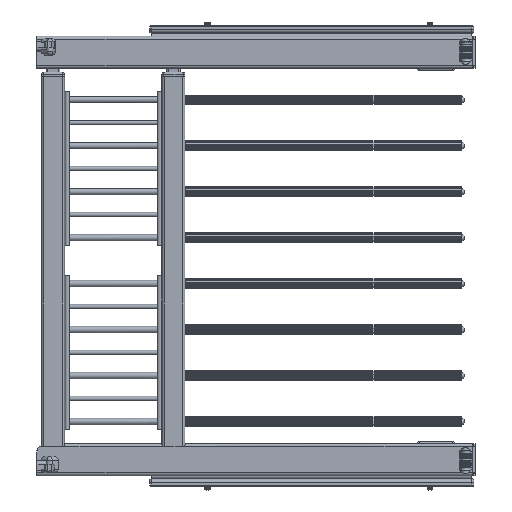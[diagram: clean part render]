
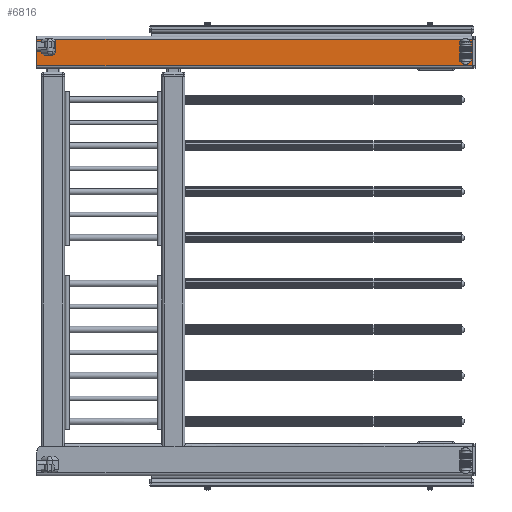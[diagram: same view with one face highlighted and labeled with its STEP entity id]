
A CAD part, top view. The second image highlights one B-rep face of the part: STEP entity #6816.
In plain terms, the highlighted planar face has unit normal (0, 0, 1).
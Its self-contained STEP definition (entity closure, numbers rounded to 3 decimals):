
#6506=CARTESIAN_POINT('',(1.3,-471.25,1.5));
#6507=VERTEX_POINT('',#6506);
#6508=CARTESIAN_POINT('',(0.55,-472.,1.5));
#6509=VERTEX_POINT('',#6508);
#6510=CARTESIAN_POINT('',(0.55,-471.25,1.5));
#6511=DIRECTION('',(0.0,0.0,-1.0));
#6512=DIRECTION('',(0.707,-0.707,0.0));
#6513=AXIS2_PLACEMENT_3D('',#6510,#6511,#6512);
#6514=CIRCLE('',#6513,0.75);
#6515=EDGE_CURVE('',#6507,#6509,#6514,.T.);
#6557=CARTESIAN_POINT('',(1.3,-456.,1.5));
#6558=VERTEX_POINT('',#6557);
#6565=CARTESIAN_POINT('',(1.3,-471.25,1.5));
#6566=DIRECTION('',(0.0,1.0,0.0));
#6567=VECTOR('',#6566,15.25);
#6568=LINE('',#6565,#6567);
#6569=EDGE_CURVE('',#6507,#6558,#6568,.T.);
#6682=CARTESIAN_POINT('',(13.05,-472.,1.5));
#6683=VERTEX_POINT('',#6682);
#6690=CARTESIAN_POINT('',(12.3,-471.25,1.5));
#6691=VERTEX_POINT('',#6690);
#6692=CARTESIAN_POINT('',(13.05,-471.25,1.5));
#6693=DIRECTION('',(0.0,0.0,-1.));
#6694=DIRECTION('',(-0.707,-0.707,0.0));
#6695=AXIS2_PLACEMENT_3D('',#6692,#6693,#6694);
#6696=CIRCLE('',#6695,0.75);
#6697=EDGE_CURVE('',#6683,#6691,#6696,.T.);
#6714=CARTESIAN_POINT('',(12.3,-456.,1.5));
#6715=VERTEX_POINT('',#6714);
#6716=CARTESIAN_POINT('',(12.3,-456.,1.5));
#6717=DIRECTION('',(0.0,-1.0,0.0));
#6718=VECTOR('',#6717,15.25);
#6719=LINE('',#6716,#6718);
#6720=EDGE_CURVE('',#6715,#6691,#6719,.T.);
#6732=CARTESIAN_POINT('',(14.05,-234.5,1.5));
#6733=DIRECTION('',(0.0,0.0,1.0));
#6734=DIRECTION('',(1.0,0.0,0.0));
#6735=AXIS2_PLACEMENT_3D('',#6732,#6733,#6734);
#6736=PLANE('',#6735);
#6737=ORIENTED_EDGE('',*,*,#6515,.F.);
#6738=ORIENTED_EDGE('',*,*,#6569,.T.);
#6739=CARTESIAN_POINT('',(4.3,-456.,1.5));
#6740=VERTEX_POINT('',#6739);
#6741=CARTESIAN_POINT('',(2.8,-456.,1.5));
#6742=DIRECTION('',(0.0,0.0,-1.0));
#6743=DIRECTION('',(1.0,0.0,0.0));
#6744=AXIS2_PLACEMENT_3D('',#6741,#6742,#6743);
#6745=CIRCLE('',#6744,1.5);
#6746=EDGE_CURVE('',#6558,#6740,#6745,.T.);
#6747=ORIENTED_EDGE('',*,*,#6746,.T.);
#6748=CARTESIAN_POINT('',(9.3,-456.,1.5));
#6749=VERTEX_POINT('',#6748);
#6750=CARTESIAN_POINT('',(4.3,-456.,1.5));
#6751=DIRECTION('',(1.0,0.0,0.0));
#6752=VECTOR('',#6751,5.);
#6753=LINE('',#6750,#6752);
#6754=EDGE_CURVE('',#6740,#6749,#6753,.T.);
#6755=ORIENTED_EDGE('',*,*,#6754,.T.);
#6756=CARTESIAN_POINT('',(10.8,-456.,1.5));
#6757=DIRECTION('',(0.0,0.0,-1.0));
#6758=DIRECTION('',(-1.0,0.0,0.0));
#6759=AXIS2_PLACEMENT_3D('',#6756,#6757,#6758);
#6760=CIRCLE('',#6759,1.5);
#6761=EDGE_CURVE('',#6749,#6715,#6760,.T.);
#6762=ORIENTED_EDGE('',*,*,#6761,.T.);
#6763=ORIENTED_EDGE('',*,*,#6720,.T.);
#6764=ORIENTED_EDGE('',*,*,#6697,.F.);
#6765=CARTESIAN_POINT('',(27.8,-472.,1.5));
#6766=VERTEX_POINT('',#6765);
#6767=CARTESIAN_POINT('',(27.8,-472.,1.5));
#6768=DIRECTION('',(-1.0,0.0,0.0));
#6769=VECTOR('',#6768,14.75);
#6770=LINE('',#6767,#6769);
#6771=EDGE_CURVE('',#6766,#6683,#6770,.T.);
#6772=ORIENTED_EDGE('',*,*,#6771,.F.);
#6773=CARTESIAN_POINT('',(27.8,1.5,1.5));
#6774=VERTEX_POINT('',#6773);
#6775=CARTESIAN_POINT('',(27.8,-472.,1.5));
#6776=DIRECTION('',(0.0,1.0,0.0));
#6777=VECTOR('',#6776,473.5);
#6778=LINE('',#6775,#6777);
#6779=EDGE_CURVE('',#6766,#6774,#6778,.T.);
#6780=ORIENTED_EDGE('',*,*,#6779,.T.);
#6781=CARTESIAN_POINT('',(-1.2,1.5,1.5));
#6782=VERTEX_POINT('',#6781);
#6783=CARTESIAN_POINT('',(27.8,1.5,1.5));
#6784=DIRECTION('',(-1.0,0.0,0.0));
#6785=VECTOR('',#6784,29.);
#6786=LINE('',#6783,#6785);
#6787=EDGE_CURVE('',#6774,#6782,#6786,.T.);
#6788=ORIENTED_EDGE('',*,*,#6787,.T.);
#6789=CARTESIAN_POINT('',(-1.2,-472.,1.5));
#6790=VERTEX_POINT('',#6789);
#6791=CARTESIAN_POINT('',(-1.2,1.5,1.5));
#6792=DIRECTION('',(0.0,-1.0,0.0));
#6793=VECTOR('',#6792,473.5);
#6794=LINE('',#6791,#6793);
#6795=EDGE_CURVE('',#6782,#6790,#6794,.T.);
#6796=ORIENTED_EDGE('',*,*,#6795,.T.);
#6797=CARTESIAN_POINT('',(0.55,-472.,1.5));
#6798=DIRECTION('',(-1.0,0.0,0.0));
#6799=VECTOR('',#6798,1.75);
#6800=LINE('',#6797,#6799);
#6801=EDGE_CURVE('',#6509,#6790,#6800,.T.);
#6802=ORIENTED_EDGE('',*,*,#6801,.F.);
#6803=EDGE_LOOP('',(#6737,#6738,#6747,#6755,#6762,#6763,#6764,#6772,#6780,#6788,#6796,#6802));
#6804=FACE_OUTER_BOUND('',#6803,.T.);
#6805=CARTESIAN_POINT('',(18.2,-6.,1.5));
#6806=VERTEX_POINT('',#6805);
#6807=CARTESIAN_POINT('',(20.3,-6.,1.5));
#6808=DIRECTION('',(0.0,0.0,-1.0));
#6809=DIRECTION('',(-1.0,0.0,0.0));
#6810=AXIS2_PLACEMENT_3D('',#6807,#6808,#6809);
#6811=CIRCLE('',#6810,2.1);
#6812=EDGE_CURVE('',#6806,#6806,#6811,.T.);
#6813=ORIENTED_EDGE('',*,*,#6812,.T.);
#6814=EDGE_LOOP('',(#6813));
#6815=FACE_BOUND('',#6814,.T.);
#6816=ADVANCED_FACE('',(#6804,#6815),#6736,.T.);
